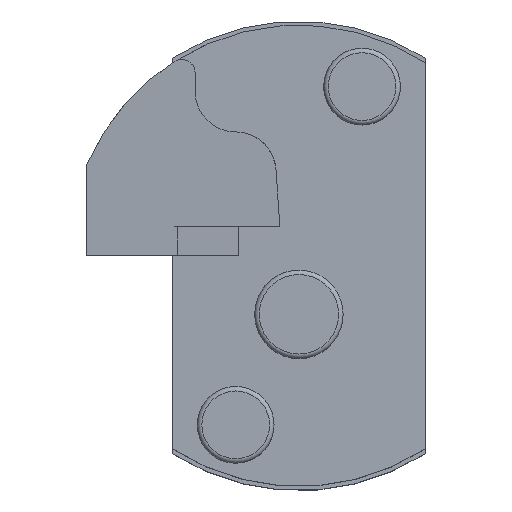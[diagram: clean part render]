
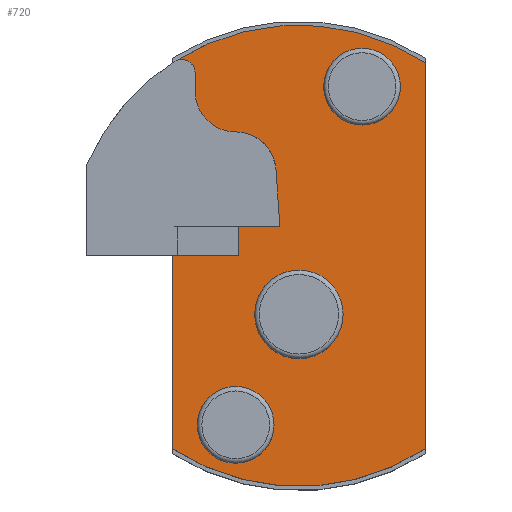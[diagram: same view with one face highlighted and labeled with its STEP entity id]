
A CAD part, top view. The second image highlights one B-rep face of the part: STEP entity #720.
In plain terms, the highlighted planar face has unit normal (0, 0, 1).
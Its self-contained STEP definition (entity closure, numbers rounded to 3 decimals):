
#52=LINE('',#1115,#115);
#61=LINE('',#1155,#124);
#66=LINE('',#1163,#129);
#67=LINE('',#1167,#130);
#68=LINE('',#1170,#131);
#115=VECTOR('',#896,7.3);
#124=VECTOR('',#937,13.688);
#129=VECTOR('',#948,2.034);
#130=VECTOR('',#953,21.373);
#131=VECTOR('',#956,42.746);
#167=PLANE('',#786);
#196=FACE_BOUND('',#279,.T.);
#197=FACE_BOUND('',#280,.T.);
#198=FACE_BOUND('',#281,.T.);
#228=FACE_OUTER_BOUND('',#278,.T.);
#278=EDGE_LOOP('',(#602,#603,#604,#605,#606,#607,#608,#609,#610,#611));
#279=EDGE_LOOP('',(#612));
#280=EDGE_LOOP('',(#613));
#281=EDGE_LOOP('',(#614));
#304=CIRCLE('',#744,4.9);
#307=CIRCLE('',#750,4.25);
#310=CIRCLE('',#756,4.25);
#311=CIRCLE('',#768,1.5);
#312=CIRCLE('',#770,25.55);
#315=CIRCLE('',#776,4.5);
#316=CIRCLE('',#780,4.5);
#317=CIRCLE('',#787,25.55);
#330=VERTEX_POINT('',#1037);
#333=VERTEX_POINT('',#1046);
#336=VERTEX_POINT('',#1055);
#357=VERTEX_POINT('',#1112);
#358=VERTEX_POINT('',#1114);
#361=VERTEX_POINT('',#1121);
#362=VERTEX_POINT('',#1123);
#363=VERTEX_POINT('',#1127);
#368=VERTEX_POINT('',#1139);
#369=VERTEX_POINT('',#1141);
#373=VERTEX_POINT('',#1151);
#374=VERTEX_POINT('',#1166);
#375=VERTEX_POINT('',#1168);
#398=EDGE_CURVE('',#330,#330,#304,.T.);
#401=EDGE_CURVE('',#333,#333,#307,.T.);
#404=EDGE_CURVE('',#336,#336,#310,.T.);
#432=EDGE_CURVE('',#358,#357,#52,.T.);
#436=EDGE_CURVE('',#361,#362,#311,.F.);
#438=EDGE_CURVE('',#363,#362,#312,.T.);
#445=EDGE_CURVE('',#369,#368,#315,.T.);
#451=EDGE_CURVE('',#368,#373,#316,.T.);
#452=EDGE_CURVE('',#358,#373,#61,.T.);
#457=EDGE_CURVE('',#361,#369,#66,.T.);
#458=EDGE_CURVE('',#357,#374,#67,.T.);
#459=EDGE_CURVE('',#374,#375,#317,.T.);
#460=EDGE_CURVE('',#375,#363,#68,.T.);
#602=ORIENTED_EDGE('',*,*,#445,.T.);
#603=ORIENTED_EDGE('',*,*,#451,.T.);
#604=ORIENTED_EDGE('',*,*,#452,.F.);
#605=ORIENTED_EDGE('',*,*,#432,.T.);
#606=ORIENTED_EDGE('',*,*,#458,.T.);
#607=ORIENTED_EDGE('',*,*,#459,.T.);
#608=ORIENTED_EDGE('',*,*,#460,.T.);
#609=ORIENTED_EDGE('',*,*,#438,.T.);
#610=ORIENTED_EDGE('',*,*,#436,.F.);
#611=ORIENTED_EDGE('',*,*,#457,.T.);
#612=ORIENTED_EDGE('',*,*,#398,.T.);
#613=ORIENTED_EDGE('',*,*,#401,.T.);
#614=ORIENTED_EDGE('',*,*,#404,.T.);
#720=ADVANCED_FACE('',(#228,#196,#197,#198),#167,.T.);
#744=AXIS2_PLACEMENT_3D('',#1038,#825,#826);
#750=AXIS2_PLACEMENT_3D('',#1047,#837,#838);
#756=AXIS2_PLACEMENT_3D('',#1056,#849,#850);
#768=AXIS2_PLACEMENT_3D('',#1124,#903,#904);
#770=AXIS2_PLACEMENT_3D('',#1128,#908,#909);
#776=AXIS2_PLACEMENT_3D('',#1142,#922,#923);
#780=AXIS2_PLACEMENT_3D('',#1153,#933,#934);
#786=AXIS2_PLACEMENT_3D('',#1165,#951,#952);
#787=AXIS2_PLACEMENT_3D('',#1169,#954,#955);
#825=DIRECTION('center_axis',(0.,0.,-1.));
#826=DIRECTION('ref_axis',(-1.,0.,0.));
#837=DIRECTION('center_axis',(0.,0.,-1.));
#838=DIRECTION('ref_axis',(-1.,0.,0.));
#849=DIRECTION('center_axis',(0.,0.,-1.));
#850=DIRECTION('ref_axis',(-1.,0.,0.));
#896=DIRECTION('',(-1.,0.,0.));
#903=DIRECTION('center_axis',(0.,0.,-1.));
#904=DIRECTION('ref_axis',(0.479,0.878,0.));
#908=DIRECTION('center_axis',(0.,0.,1.));
#909=DIRECTION('ref_axis',(0.548,0.837,0.));
#922=DIRECTION('center_axis',(0.,0.,1.));
#923=DIRECTION('ref_axis',(1.,0.,0.));
#933=DIRECTION('center_axis',(0.,0.,-1.));
#934=DIRECTION('ref_axis',(0.682,0.731,0.));
#937=DIRECTION('',(0.,1.,0.));
#948=DIRECTION('',(0.,-1.,0.));
#951=DIRECTION('center_axis',(0.,0.,1.));
#952=DIRECTION('ref_axis',(1.,0.,0.));
#953=DIRECTION('',(0.,-1.,0.));
#954=DIRECTION('center_axis',(0.,0.,1.));
#955=DIRECTION('ref_axis',(-0.548,-0.837,0.));
#956=DIRECTION('',(0.,1.,0.));
#1037=CARTESIAN_POINT('',(4.9,-6.5,18.));
#1038=CARTESIAN_POINT('Origin',(0.,-6.5,18.));
#1046=CARTESIAN_POINT('',(11.25,18.735,18.));
#1047=CARTESIAN_POINT('Origin',(7.,18.735,18.));
#1055=CARTESIAN_POINT('',(-2.75,-18.735,18.));
#1056=CARTESIAN_POINT('Origin',(-7.,-18.735,18.));
#1112=CARTESIAN_POINT('',(-14.,0.,18.));
#1114=CARTESIAN_POINT('',(-6.7,0.,18.));
#1115=CARTESIAN_POINT('',(-12.941,0.,18.));
#1121=CARTESIAN_POINT('',(-11.5,20.234,18.));
#1123=CARTESIAN_POINT('',(-13.811,21.496,18.));
#1124=CARTESIAN_POINT('Origin',(-13.,20.234,18.));
#1127=CARTESIAN_POINT('',(14.,21.373,18.));
#1128=CARTESIAN_POINT('Origin',(0.,0.,18.));
#1139=CARTESIAN_POINT('',(-7.015,13.7,18.));
#1141=CARTESIAN_POINT('',(-11.5,18.2,18.));
#1142=CARTESIAN_POINT('Origin',(-7.,18.2,18.));
#1151=CARTESIAN_POINT('',(-6.7,13.688,18.));
#1153=CARTESIAN_POINT('Origin',(-7.031,9.2,18.));
#1155=CARTESIAN_POINT('',(-6.7,0.,18.));
#1163=CARTESIAN_POINT('',(-11.5,26.55,18.));
#1165=CARTESIAN_POINT('Origin',(-2.382,0.028,18.));
#1166=CARTESIAN_POINT('',(-14.,-21.373,18.));
#1167=CARTESIAN_POINT('',(-14.,21.909,18.));
#1168=CARTESIAN_POINT('',(14.,-21.373,18.));
#1169=CARTESIAN_POINT('Origin',(0.,0.,18.));
#1170=CARTESIAN_POINT('',(14.,-21.373,18.));
